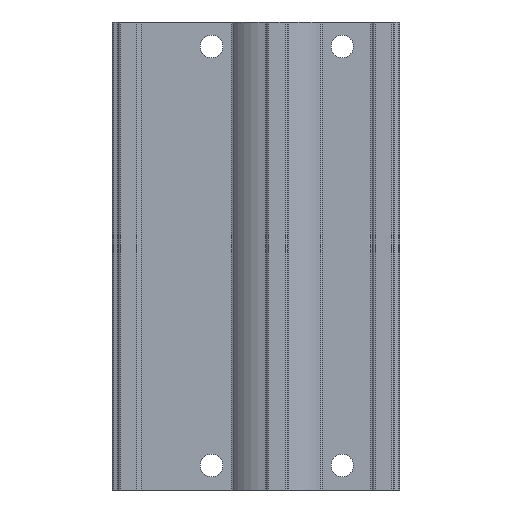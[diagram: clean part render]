
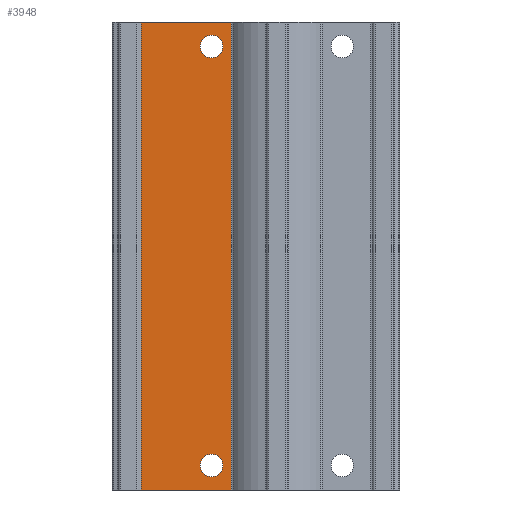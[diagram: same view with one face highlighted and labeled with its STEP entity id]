
A CAD part, front view. The second image highlights one B-rep face of the part: STEP entity #3948.
In plain terms, the highlighted planar face has unit normal (0, -1, 0).
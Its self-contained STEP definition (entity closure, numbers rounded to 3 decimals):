
#139=PLANE('',#4269);
#268=CIRCLE('',#4270,2.75);
#269=CIRCLE('',#4271,2.75);
#563=ORIENTED_EDGE('',*,*,#1631,.F.);
#564=ORIENTED_EDGE('',*,*,#1632,.F.);
#565=ORIENTED_EDGE('',*,*,#1633,.F.);
#566=ORIENTED_EDGE('',*,*,#1630,.F.);
#567=ORIENTED_EDGE('',*,*,#1634,.T.);
#568=ORIENTED_EDGE('',*,*,#1635,.T.);
#1630=EDGE_CURVE('',#2159,#2158,#2542,.T.);
#1631=EDGE_CURVE('',#2160,#2160,#268,.T.);
#1632=EDGE_CURVE('',#2161,#2161,#269,.T.);
#1633=EDGE_CURVE('',#2158,#2162,#2543,.T.);
#1634=EDGE_CURVE('',#2159,#2163,#2544,.T.);
#1635=EDGE_CURVE('',#2163,#2162,#2545,.T.);
#2158=VERTEX_POINT('',#6234);
#2159=VERTEX_POINT('',#6236);
#2160=VERTEX_POINT('',#6240);
#2161=VERTEX_POINT('',#6242);
#2162=VERTEX_POINT('',#6244);
#2163=VERTEX_POINT('',#6246);
#2542=LINE('',#6237,#2825);
#2543=LINE('',#6243,#2826);
#2544=LINE('',#6245,#2827);
#2545=LINE('',#6247,#2828);
#2825=VECTOR('',#4827,1000.);
#2826=VECTOR('',#4834,1000.);
#2827=VECTOR('',#4835,1000.);
#2828=VECTOR('',#4836,1000.);
#3107=EDGE_LOOP('',(#563));
#3108=EDGE_LOOP('',(#564));
#3109=EDGE_LOOP('',(#565,#566,#567,#568));
#3484=FACE_BOUND('',#3107,.T.);
#3485=FACE_BOUND('',#3108,.T.);
#3486=FACE_BOUND('',#3109,.T.);
#3948=ADVANCED_FACE('',(#3484,#3485,#3486),#139,.T.);
#4269=AXIS2_PLACEMENT_3D('',#6238,#4828,#4829);
#4270=AXIS2_PLACEMENT_3D('',#6239,#4830,#4831);
#4271=AXIS2_PLACEMENT_3D('',#6241,#4832,#4833);
#4827=DIRECTION('',(0.,0.,1.));
#4828=DIRECTION('',(0.,-1.,0.));
#4829=DIRECTION('',(0.,0.,-1.));
#4830=DIRECTION('',(0.,-1.,0.));
#4831=DIRECTION('',(0.,0.,-1.));
#4832=DIRECTION('',(0.,-1.,0.));
#4833=DIRECTION('',(0.,0.,-1.));
#4834=DIRECTION('',(1.,0.,0.));
#4835=DIRECTION('',(1.,0.,0.));
#4836=DIRECTION('',(0.,0.,1.));
#6234=CARTESIAN_POINT('',(-33.25,6.,0.));
#6236=CARTESIAN_POINT('',(-33.25,6.,-114.5));
#6237=CARTESIAN_POINT('',(-33.25,6.,-114.5));
#6238=CARTESIAN_POINT('',(-33.25,6.,-114.5));
#6239=CARTESIAN_POINT('',(-16.,6.,-108.5));
#6240=CARTESIAN_POINT('',(-16.,6.,-111.25));
#6241=CARTESIAN_POINT('',(-16.,6.,-6.));
#6242=CARTESIAN_POINT('',(-16.,6.,-8.75));
#6243=CARTESIAN_POINT('',(-33.25,6.,0.));
#6244=CARTESIAN_POINT('',(-11.124,6.,0.));
#6245=CARTESIAN_POINT('',(-33.25,6.,-114.5));
#6246=CARTESIAN_POINT('',(-11.124,6.,-114.5));
#6247=CARTESIAN_POINT('',(-11.124,6.,-114.5));
